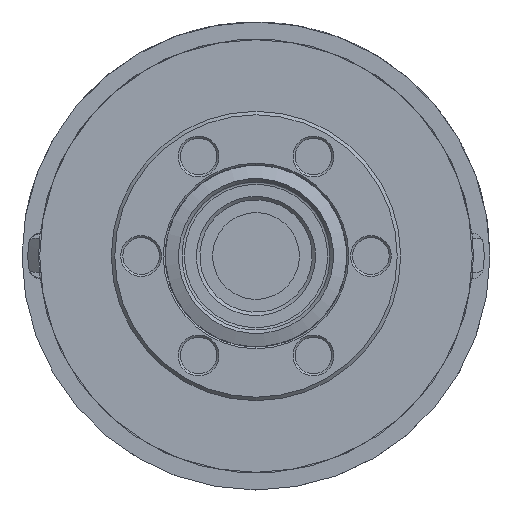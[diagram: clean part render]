
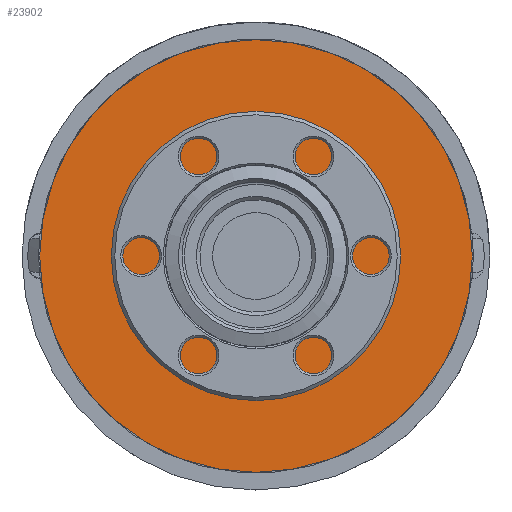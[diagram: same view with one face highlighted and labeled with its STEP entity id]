
A CAD part, front view. The second image highlights one B-rep face of the part: STEP entity #23902.
In plain terms, the highlighted planar face has unit normal (0, -1, 0).
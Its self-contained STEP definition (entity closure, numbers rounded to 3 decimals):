
#23860=CARTESIAN_POINT('',(36.555,86.568,-20.428));
#23861=VERTEX_POINT('',#23860);
#23862=CARTESIAN_POINT('',(36.555,86.568,-26.828));
#23863=DIRECTION('',(0.0,1.0,0.0));
#23864=DIRECTION('',(0.0,0.0,1.0));
#23865=AXIS2_PLACEMENT_3D('',#23862,#23863,#23864);
#23866=CIRCLE('',#23865,6.4);
#23867=EDGE_CURVE('',#23861,#23861,#23866,.T.);
#23883=CARTESIAN_POINT('',(36.555,86.568,-10.915));
#23884=DIRECTION('',(0.0,-1.0,0.0));
#23885=DIRECTION('',(-1.0,0.0,0.0));
#23886=AXIS2_PLACEMENT_3D('',#23883,#23884,#23885);
#23887=PLANE('',#23886);
#23888=CARTESIAN_POINT('',(36.555,86.568,-1.403));
#23889=VERTEX_POINT('',#23888);
#23890=CARTESIAN_POINT('',(36.555,86.568,-26.828));
#23891=DIRECTION('',(0.0,1.0,0.0));
#23892=DIRECTION('',(0.0,0.0,1.0));
#23893=AXIS2_PLACEMENT_3D('',#23890,#23891,#23892);
#23894=CIRCLE('',#23893,25.425);
#23895=EDGE_CURVE('',#23889,#23889,#23894,.T.);
#23896=ORIENTED_EDGE('',*,*,#23895,.F.);
#23897=EDGE_LOOP('',(#23896));
#23898=FACE_OUTER_BOUND('',#23897,.T.);
#23899=ORIENTED_EDGE('',*,*,#23867,.T.);
#23900=EDGE_LOOP('',(#23899));
#23901=FACE_BOUND('',#23900,.T.);
#23902=ADVANCED_FACE('',(#23898,#23901),#23887,.T.);
